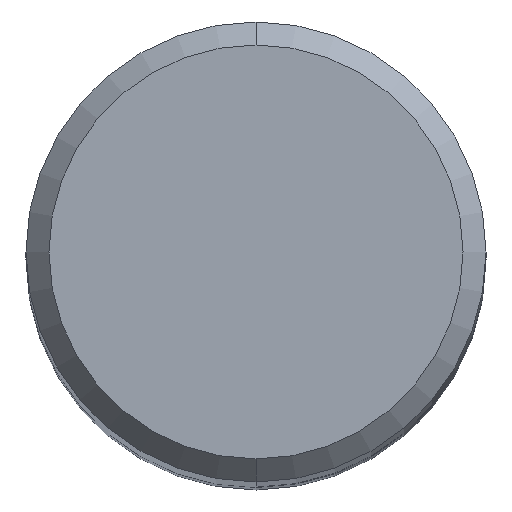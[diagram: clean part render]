
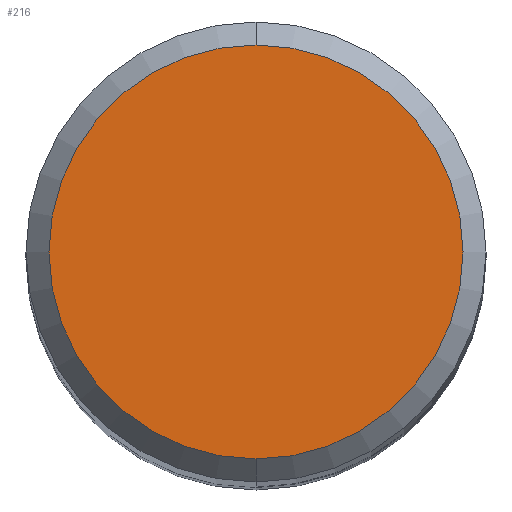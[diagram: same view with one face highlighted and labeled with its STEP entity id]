
A CAD part, top view. The second image highlights one B-rep face of the part: STEP entity #216.
In plain terms, the highlighted planar face has unit normal (0, 0, 1).
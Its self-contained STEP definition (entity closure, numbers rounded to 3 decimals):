
#200=EDGE_CURVE('',#358,#268,#483,.T.);
#216=ADVANCED_FACE('',(#500),#501,.T.);
#226=EDGE_CURVE('',#268,#358,#512,.T.);
#268=VERTEX_POINT('',#558);
#358=VERTEX_POINT('',#657);
#483=CIRCLE('',#819,3.6);
#500=FACE_OUTER_BOUND('',#838,.T.);
#501=PLANE('',#839);
#512=CIRCLE('',#860,3.6);
#558=CARTESIAN_POINT('',(0.,-3.6,0.0));
#657=CARTESIAN_POINT('',(0.0,3.6,0.0));
#819=AXIS2_PLACEMENT_3D('',#1394,#1395,#1396);
#838=EDGE_LOOP('',(#1412,#1413));
#839=AXIS2_PLACEMENT_3D('',#1414,#1415,#1416);
#860=AXIS2_PLACEMENT_3D('',#1427,#1428,#1429);
#1394=CARTESIAN_POINT('',(0.0,0.0,0.0));
#1395=DIRECTION('',(0.0,0.0,-1.0));
#1396=DIRECTION('',(0.0,1.0,0.0));
#1412=ORIENTED_EDGE('',*,*,#200,.F.);
#1413=ORIENTED_EDGE('',*,*,#226,.F.);
#1414=CARTESIAN_POINT('',(0.0,1.8,0.0));
#1415=DIRECTION('',(-0.0,0.0,1.0));
#1416=DIRECTION('',(0.0,-1.0,0.0));
#1427=CARTESIAN_POINT('',(0.0,0.0,0.0));
#1428=DIRECTION('',(0.0,0.0,-1.0));
#1429=DIRECTION('',(0.0,1.0,0.0));
